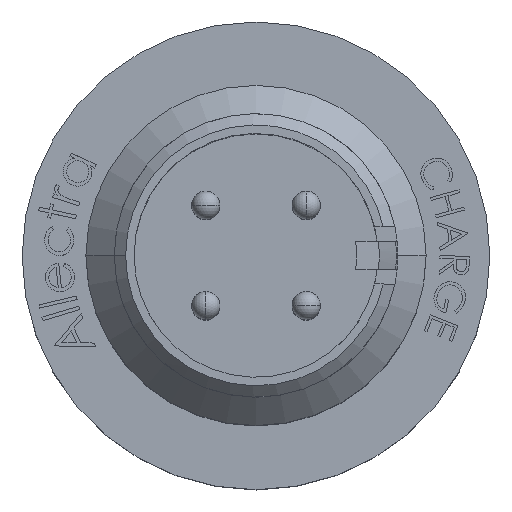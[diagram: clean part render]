
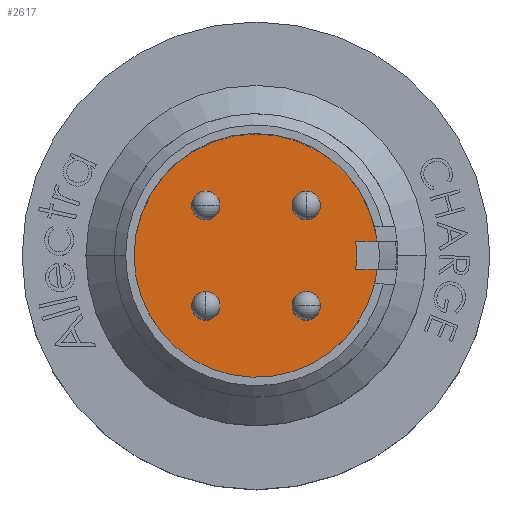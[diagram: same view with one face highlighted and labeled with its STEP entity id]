
A CAD part, top view. The second image highlights one B-rep face of the part: STEP entity #2617.
In plain terms, the highlighted planar face has unit normal (0, 0, 1).
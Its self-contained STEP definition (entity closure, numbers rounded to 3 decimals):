
#12 = EDGE_CURVE ( 'NONE', #1266, #7981, #424, .T. ) ;
#127 = CARTESIAN_POINT ( 'NONE',  ( 1.77, 1.77, -10.6 ) ) ;
#182 = CARTESIAN_POINT ( 'NONE',  ( -1.27, 1.77, -10.6 ) ) ;
#424 = CIRCLE ( 'NONE', #6978, 0.5 ) ;
#438 = EDGE_CURVE ( 'NONE', #968, #8513, #10218, .T. ) ;
#484 = CIRCLE ( 'NONE', #771, 0.5 ) ;
#638 = EDGE_CURVE ( 'NONE', #6272, #1525, #644, .T. ) ;
#644 = CIRCLE ( 'NONE', #10525, 0.5 ) ;
#771 = AXIS2_PLACEMENT_3D ( 'NONE', #4469, #1998, #2029 ) ;
#866 = CIRCLE ( 'NONE', #3615, 0.5 ) ;
#968 = VERTEX_POINT ( 'NONE', #182 ) ;
#1010 = EDGE_LOOP ( 'NONE', ( #7462, #8781 ) ) ;
#1040 = DIRECTION ( 'NONE',  ( 1., 0., 0. ) ) ;
#1246 = DIRECTION ( 'NONE',  ( 1., 0., 0. ) ) ;
#1266 = VERTEX_POINT ( 'NONE', #9832 ) ;
#1323 = CARTESIAN_POINT ( 'NONE',  ( -1.77, 1.77, -10.6 ) ) ;
#1525 = VERTEX_POINT ( 'NONE', #6972 ) ;
#1734 = CARTESIAN_POINT ( 'NONE',  ( 0., 0., -10.6 ) ) ;
#1982 = DIRECTION ( 'NONE',  ( 0., 0., 1. ) ) ;
#1998 = DIRECTION ( 'NONE',  ( 0., 0., 1. ) ) ;
#2008 = DIRECTION ( 'NONE',  ( 1., 0., 0. ) ) ;
#2029 = DIRECTION ( 'NONE',  ( 1., 0., 0. ) ) ;
#2035 = EDGE_CURVE ( 'NONE', #7981, #1266, #5375, .T. ) ;
#2158 = CARTESIAN_POINT ( 'NONE',  ( 4.3, 0., -10.6 ) ) ;
#2270 = DIRECTION ( 'NONE',  ( 0., 0., 1. ) ) ;
#2510 = DIRECTION ( 'NONE',  ( 0., 0., 1. ) ) ;
#2559 = ORIENTED_EDGE ( 'NONE', *, *, #7188, .T. ) ;
#2579 = CARTESIAN_POINT ( 'NONE',  ( 1.77, 1.77, -10.6 ) ) ;
#2617 = ADVANCED_FACE ( 'NONE', ( #5364, #8609, #3320, #9779, #9651 ), #6968, .T. ) ;
#2683 = AXIS2_PLACEMENT_3D ( 'NONE', #8905, #6400, #3795 ) ;
#2783 = CARTESIAN_POINT ( 'NONE',  ( -2.27, 1.77, -10.6 ) ) ;
#3031 = DIRECTION ( 'NONE',  ( 1., 0., 0. ) ) ;
#3160 = EDGE_LOOP ( 'NONE', ( #7137, #3865 ) ) ;
#3320 = FACE_BOUND ( 'NONE', #3462, .T. ) ;
#3386 = CARTESIAN_POINT ( 'NONE',  ( -4.3, 0., -10.6 ) ) ;
#3452 = DIRECTION ( 'NONE',  ( 1., 0., 0. ) ) ;
#3462 = EDGE_LOOP ( 'NONE', ( #7794, #5940 ) ) ;
#3532 = AXIS2_PLACEMENT_3D ( 'NONE', #1734, #2510, #7526 ) ;
#3592 = DIRECTION ( 'NONE',  ( 0., 0., 1. ) ) ;
#3615 = AXIS2_PLACEMENT_3D ( 'NONE', #9781, #2270, #9827 ) ;
#3622 = EDGE_LOOP ( 'NONE', ( #2559, #9489 ) ) ;
#3636 = CARTESIAN_POINT ( 'NONE',  ( 0., 0., -10.6 ) ) ;
#3795 = DIRECTION ( 'NONE',  ( 1., 0., 0. ) ) ;
#3865 = ORIENTED_EDGE ( 'NONE', *, *, #12, .F. ) ;
#3933 = AXIS2_PLACEMENT_3D ( 'NONE', #6239, #4007, #9529 ) ;
#4007 = DIRECTION ( 'NONE',  ( 0., 0., 1. ) ) ;
#4020 = CARTESIAN_POINT ( 'NONE',  ( -2.27, -1.77, -10.6 ) ) ;
#4173 = VERTEX_POINT ( 'NONE', #3386 ) ;
#4243 = CIRCLE ( 'NONE', #5872, 4.3 ) ;
#4250 = VERTEX_POINT ( 'NONE', #4020 ) ;
#4267 = ORIENTED_EDGE ( 'NONE', *, *, #438, .F. ) ;
#4469 = CARTESIAN_POINT ( 'NONE',  ( -1.77, -1.77, -10.6 ) ) ;
#4750 = AXIS2_PLACEMENT_3D ( 'NONE', #1323, #5339, #1246 ) ;
#4910 = EDGE_CURVE ( 'NONE', #8513, #968, #6111, .T. ) ;
#5072 = CARTESIAN_POINT ( 'NONE',  ( 2.27, 1.77, -10.6 ) ) ;
#5291 = EDGE_CURVE ( 'NONE', #5999, #4250, #484, .T. ) ;
#5318 = DIRECTION ( 'NONE',  ( 1., 0., 0. ) ) ;
#5339 = DIRECTION ( 'NONE',  ( 0., 0., 1. ) ) ;
#5344 = CARTESIAN_POINT ( 'NONE',  ( 0., 0., -10.6 ) ) ;
#5364 = FACE_BOUND ( 'NONE', #1010, .T. ) ;
#5375 = CIRCLE ( 'NONE', #3933, 0.5 ) ;
#5454 = CARTESIAN_POINT ( 'NONE',  ( 1.77, -1.77, -10.6 ) ) ;
#5704 = AXIS2_PLACEMENT_3D ( 'NONE', #3636, #1982, #5318 ) ;
#5872 = AXIS2_PLACEMENT_3D ( 'NONE', #5344, #3592, #2008 ) ;
#5940 = ORIENTED_EDGE ( 'NONE', *, *, #9703, .F. ) ;
#5999 = VERTEX_POINT ( 'NONE', #8732 ) ;
#6097 = AXIS2_PLACEMENT_3D ( 'NONE', #2579, #9127, #1040 ) ;
#6111 = CIRCLE ( 'NONE', #2683, 0.5 ) ;
#6127 = VERTEX_POINT ( 'NONE', #2158 ) ;
#6239 = CARTESIAN_POINT ( 'NONE',  ( 1.77, -1.77, -10.6 ) ) ;
#6272 = VERTEX_POINT ( 'NONE', #5072 ) ;
#6289 = CIRCLE ( 'NONE', #6097, 0.5 ) ;
#6400 = DIRECTION ( 'NONE',  ( 0., 0., 1. ) ) ;
#6968 = PLANE ( 'NONE',  #5704 ) ;
#6972 = CARTESIAN_POINT ( 'NONE',  ( 1.27, 1.77, -10.6 ) ) ;
#6978 = AXIS2_PLACEMENT_3D ( 'NONE', #5454, #8865, #3031 ) ;
#7137 = ORIENTED_EDGE ( 'NONE', *, *, #2035, .F. ) ;
#7188 = EDGE_CURVE ( 'NONE', #6127, #4173, #4243, .T. ) ;
#7462 = ORIENTED_EDGE ( 'NONE', *, *, #5291, .F. ) ;
#7526 = DIRECTION ( 'NONE',  ( 1., 0., 0. ) ) ;
#7555 = DIRECTION ( 'NONE',  ( 0., 0., 1. ) ) ;
#7718 = EDGE_CURVE ( 'NONE', #4173, #6127, #7733, .T. ) ;
#7733 = CIRCLE ( 'NONE', #3532, 4.3 ) ;
#7794 = ORIENTED_EDGE ( 'NONE', *, *, #638, .F. ) ;
#7981 = VERTEX_POINT ( 'NONE', #9765 ) ;
#8143 = EDGE_LOOP ( 'NONE', ( #4267, #9083 ) ) ;
#8513 = VERTEX_POINT ( 'NONE', #2783 ) ;
#8609 = FACE_BOUND ( 'NONE', #3160, .T. ) ;
#8732 = CARTESIAN_POINT ( 'NONE',  ( -1.27, -1.77, -10.6 ) ) ;
#8781 = ORIENTED_EDGE ( 'NONE', *, *, #10512, .F. ) ;
#8865 = DIRECTION ( 'NONE',  ( 0., 0., 1. ) ) ;
#8905 = CARTESIAN_POINT ( 'NONE',  ( -1.77, 1.77, -10.6 ) ) ;
#9083 = ORIENTED_EDGE ( 'NONE', *, *, #4910, .F. ) ;
#9127 = DIRECTION ( 'NONE',  ( 0., 0., 1. ) ) ;
#9489 = ORIENTED_EDGE ( 'NONE', *, *, #7718, .T. ) ;
#9529 = DIRECTION ( 'NONE',  ( 1., 0., 0. ) ) ;
#9651 = FACE_OUTER_BOUND ( 'NONE', #3622, .T. ) ;
#9703 = EDGE_CURVE ( 'NONE', #1525, #6272, #6289, .T. ) ;
#9765 = CARTESIAN_POINT ( 'NONE',  ( 2.27, -1.77, -10.6 ) ) ;
#9779 = FACE_BOUND ( 'NONE', #8143, .T. ) ;
#9781 = CARTESIAN_POINT ( 'NONE',  ( -1.77, -1.77, -10.6 ) ) ;
#9827 = DIRECTION ( 'NONE',  ( 1., 0., 0. ) ) ;
#9832 = CARTESIAN_POINT ( 'NONE',  ( 1.27, -1.77, -10.6 ) ) ;
#10218 = CIRCLE ( 'NONE', #4750, 0.5 ) ;
#10512 = EDGE_CURVE ( 'NONE', #4250, #5999, #866, .T. ) ;
#10525 = AXIS2_PLACEMENT_3D ( 'NONE', #127, #7555, #3452 ) ;
